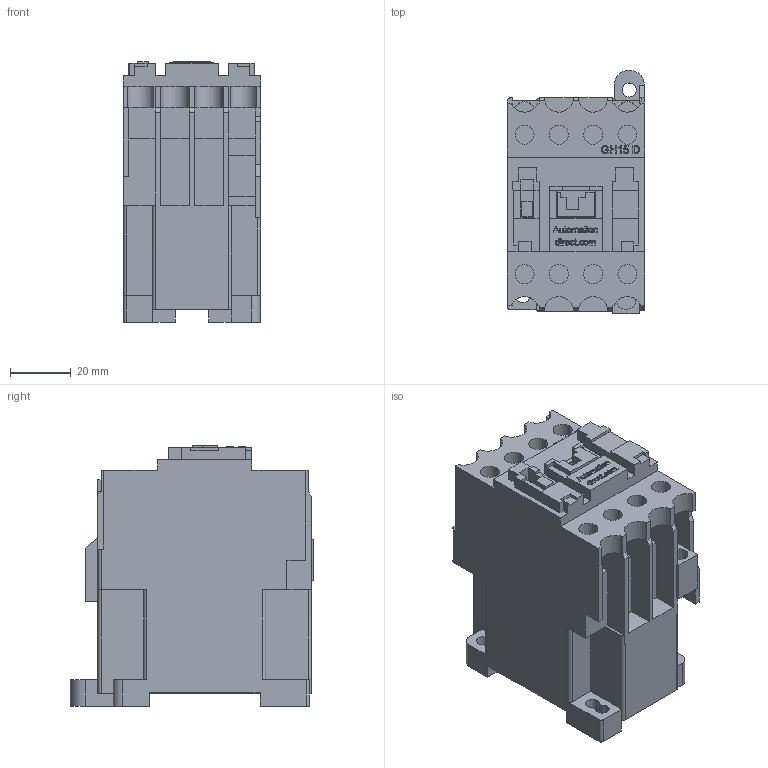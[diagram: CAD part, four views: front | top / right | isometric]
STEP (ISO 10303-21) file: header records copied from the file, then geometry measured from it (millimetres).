
FILE_DESCRIPTION (( 'STEP AP214' ), '1' );
FILE_NAME ('GH15DN-3-10B.STEP', '2011-01-21T18:53:17', ( '.ADC' ), ( 'ADC' ), 'SwSTEP 2.0', 'SolidWorks 2009', '' );
FILE_SCHEMA (( 'AUTOMOTIVE_DESIGN' ));
Length unit declared in the file: millimetre
Products named in the file (1): GH15DN-3-10B
Bounding box: 45 x 80 x 85.5 mm (x, y, z)
Volume: 196351.2 mm3; surface area: 35792.3 mm2
Topology: 1 solids, 1 shells, 666 faces, 1860 edges, 1236 vertices
Faces by surface type: plane 447, bspline 154, cylinder 65
Entity records: 36160 total; most frequent: CARTESIAN_POINT 12541, ORIENTED_EDGE 3720, DIRECTION 2718, EDGE_CURVE 1860, VECTOR 1412, LINE 1412, VERTEX_POINT 1236, EDGE_LOOP 732
